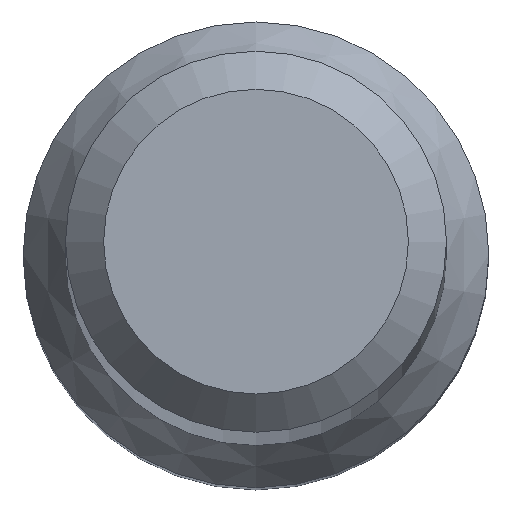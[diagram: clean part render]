
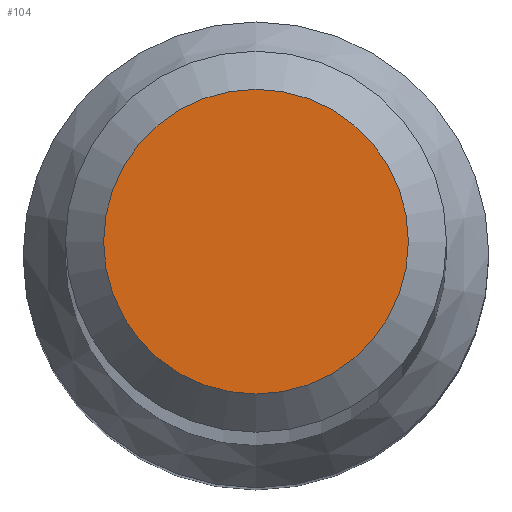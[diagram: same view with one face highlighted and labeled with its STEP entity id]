
A CAD part, top view. The second image highlights one B-rep face of the part: STEP entity #104.
In plain terms, the highlighted planar face has unit normal (0, 0, 1).
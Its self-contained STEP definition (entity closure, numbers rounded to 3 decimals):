
#19 = VERTEX_POINT ( 'NONE', #225 ) ;
#34 = DIRECTION ( 'NONE',  ( 0., 0., 1. ) ) ;
#36 = DIRECTION ( 'NONE',  ( 0., -1., 0. ) ) ;
#58 = EDGE_LOOP ( 'NONE', ( #112 ) ) ;
#78 = AXIS2_PLACEMENT_3D ( 'NONE', #187, #34, #36 ) ;
#104 = ADVANCED_FACE ( 'NONE', ( #240 ), #206, .T. ) ;
#112 = ORIENTED_EDGE ( 'NONE', *, *, #170, .F. ) ;
#114 = CIRCLE ( 'NONE', #168, 1.2 ) ;
#119 = DIRECTION ( 'NONE',  ( 0., 0., -1. ) ) ;
#168 = AXIS2_PLACEMENT_3D ( 'NONE', #229, #119, #194 ) ;
#170 = EDGE_CURVE ( 'NONE', #19, #19, #114, .T. ) ;
#187 = CARTESIAN_POINT ( 'NONE',  ( 0., 0., 70. ) ) ;
#194 = DIRECTION ( 'NONE',  ( 0., 1., 0. ) ) ;
#206 = PLANE ( 'NONE',  #78 ) ;
#225 = CARTESIAN_POINT ( 'NONE',  ( 0., 1.2, 70. ) ) ;
#229 = CARTESIAN_POINT ( 'NONE',  ( 0., 0., 70. ) ) ;
#240 = FACE_OUTER_BOUND ( 'NONE', #58, .T. ) ;
